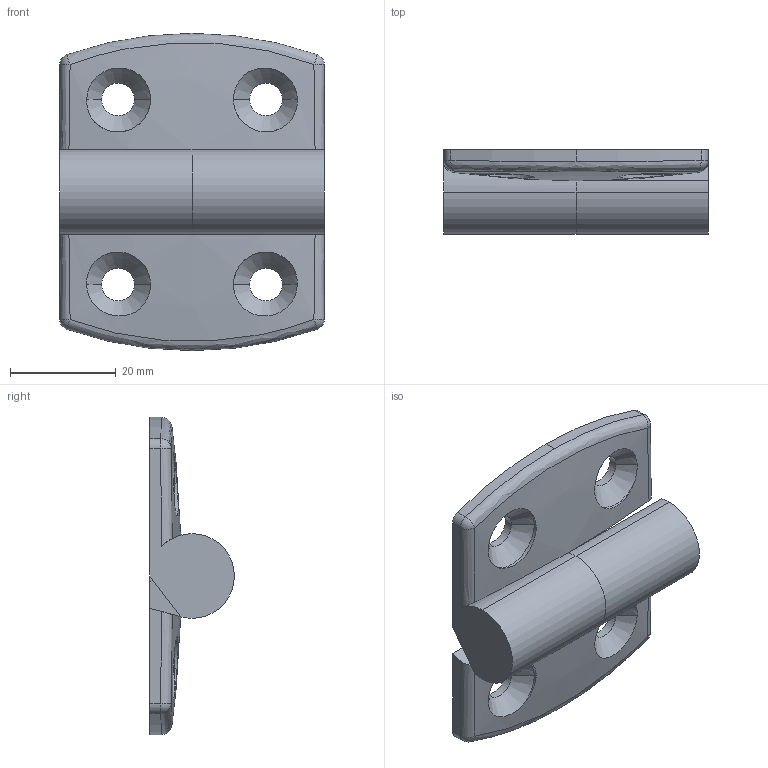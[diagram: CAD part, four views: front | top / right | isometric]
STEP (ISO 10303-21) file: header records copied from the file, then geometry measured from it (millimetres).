
FILE_DESCRIPTION(('FreeCAD Model'),'2;1');
FILE_NAME( 'LEGD30311.step', '2018-06-09T08:18:26',('Author'),(''), 'Open CASCADE STEP processor 7.2','FreeCAD','Unknown');
FILE_SCHEMA(('AUTOMOTIVE_DESIGN { 1 0 10303 214 1 1 1 1 }'));
Length unit declared in the file: millimetre
Products named in the file (1): 02_003_0011_30x30_(Mirror_#1)
Bounding box: 50 x 16 x 60 mm (x, y, z)
Volume: 17225.9 mm3; surface area: 10094.5 mm2
Topology: 2 solids, 2 shells, 156 faces, 1925 edges, 7947 vertices
Faces by surface type: plane 64, cylinder 58, bspline 20, cone 10, sphere 4
Entity records: 46110 total; most frequent: CARTESIAN_POINT 22508, DIRECTION 2632, GEOMETRIC_CURVE_SET 1541, TRIMMED_CURVE 1540, LINE 1399, VECTOR 1399, STYLED_ITEM 1019, PRESENTATION_STYLE_ASSIGNMENT 1019
